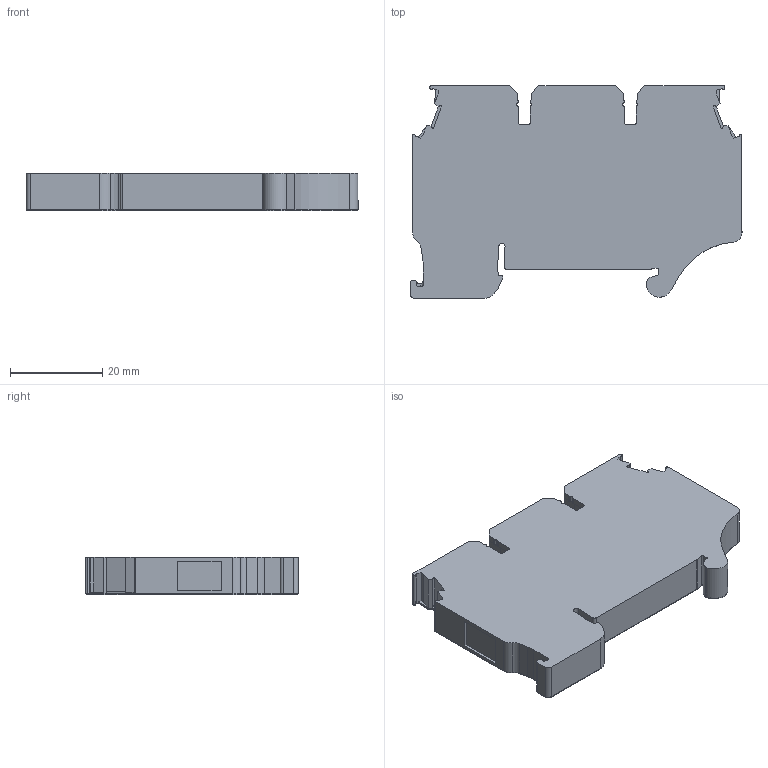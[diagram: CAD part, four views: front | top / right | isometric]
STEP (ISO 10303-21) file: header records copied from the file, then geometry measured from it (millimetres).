
FILE_DESCRIPTION (( 'STEP AP214' ), '1' );
FILE_NAME ('309619_WGO D6_NM.STEP', '2019-02-20T13:00:48', ( '' ), ( '' ), 'SwSTEP 2.0', 'SolidWorks 2019', '' );
FILE_SCHEMA (( 'AUTOMOTIVE_DESIGN' ));
Length unit declared in the file: millimetre
Products named in the file (1): 309619_WGO D6_NM
Bounding box: 71.85 x 46.04 x 8.01 mm (x, y, z)
Volume: 21726.7 mm3; surface area: 8042.3 mm2
Topology: 1 solids, 1 shells, 346 faces, 1010 edges, 672 vertices
Faces by surface type: plane 193, cylinder 153
Entity records: 15359 total; most frequent: CARTESIAN_POINT 2069, ORIENTED_EDGE 2020, DIRECTION 1999, EDGE_CURVE 1010, LINE 695, VECTOR 695, VERTEX_POINT 672, AXIS2_PLACEMENT_3D 652
